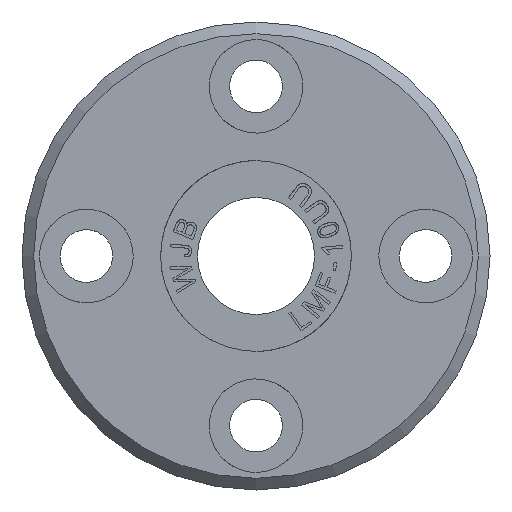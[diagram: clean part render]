
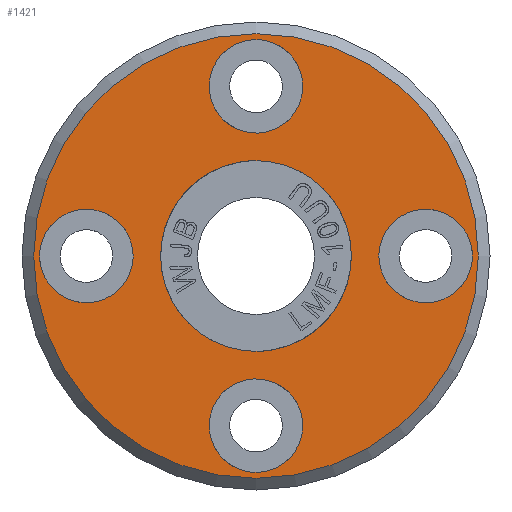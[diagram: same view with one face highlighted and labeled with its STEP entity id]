
A CAD part, left-side view. The second image highlights one B-rep face of the part: STEP entity #1421.
In plain terms, the highlighted planar face has unit normal (-1, 0, 0).
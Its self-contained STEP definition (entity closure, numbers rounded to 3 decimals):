
#1421=ADVANCED_FACE('',(#2346,#2347,#2348,#2349,#2350,#2351),#1738,.T.);
#1738=PLANE('',#5868);
#1940=B_SPLINE_CURVE_WITH_KNOTS('',3,(#7268,#7269,#7270,#7271,#7272,#7273,
#7274,#7275,#7276,#7277),.UNSPECIFIED.,.F.,.F.,(4,2,2,2,4),(0.,0.25,0.5,
0.75,1.),.UNSPECIFIED.);
#1941=B_SPLINE_CURVE_WITH_KNOTS('',3,(#7280,#7281,#7282,#7283,#7284,#7285,
#7286,#7287,#7288,#7289),.UNSPECIFIED.,.F.,.F.,(4,2,2,2,4),(0.,0.25,0.5,
0.75,1.),.UNSPECIFIED.);
#1942=B_SPLINE_CURVE_WITH_KNOTS('',3,(#7290,#7291,#7292,#7293,#7294,#7295,
#7296,#7297,#7298,#7299),.UNSPECIFIED.,.F.,.F.,(4,2,2,2,4),(0.,0.25,0.5,
0.75,1.),.UNSPECIFIED.);
#1943=B_SPLINE_CURVE_WITH_KNOTS('',3,(#7302,#7303,#7304,#7305,#7306,#7307,
#7308,#7309,#7310,#7311),.UNSPECIFIED.,.F.,.F.,(4,2,2,2,4),(0.,0.25,0.5,
0.75,1.),.UNSPECIFIED.);
#1944=B_SPLINE_CURVE_WITH_KNOTS('',3,(#7312,#7313,#7314,#7315,#7316,#7317,
#7318,#7319,#7320,#7321),.UNSPECIFIED.,.F.,.F.,(4,2,2,2,4),(0.,0.25,0.5,
0.75,1.),.UNSPECIFIED.);
#1945=B_SPLINE_CURVE_WITH_KNOTS('',3,(#7324,#7325,#7326,#7327,#7328,#7329,
#7330,#7331,#7332,#7333),.UNSPECIFIED.,.F.,.F.,(4,2,2,2,4),(0.,0.25,0.5,
0.75,1.),.UNSPECIFIED.);
#1946=B_SPLINE_CURVE_WITH_KNOTS('',3,(#7334,#7335,#7336,#7337,#7338,#7339,
#7340,#7341,#7342,#7343),.UNSPECIFIED.,.F.,.F.,(4,2,2,2,4),(0.,0.25,0.5,
0.75,1.),.UNSPECIFIED.);
#1947=B_SPLINE_CURVE_WITH_KNOTS('',3,(#7346,#7347,#7348,#7349,#7350,#7351,
#7352,#7353,#7354,#7355),.UNSPECIFIED.,.F.,.F.,(4,2,2,2,4),(0.,0.25,0.5,
0.75,1.),.UNSPECIFIED.);
#1948=B_SPLINE_CURVE_WITH_KNOTS('',3,(#7356,#7357,#7358,#7359,#7360,#7361,
#7362,#7363,#7364,#7365),.UNSPECIFIED.,.F.,.F.,(4,2,2,2,4),(0.,0.25,0.5,
0.75,1.),.UNSPECIFIED.);
#1949=B_SPLINE_CURVE_WITH_KNOTS('',3,(#7368,#7369,#7370,#7371,#7372,#7373,
#7374,#7375,#7376,#7377),.UNSPECIFIED.,.F.,.F.,(4,2,2,2,4),(0.,0.25,0.5,
0.75,1.),.UNSPECIFIED.);
#2346=FACE_BOUND('',#2454,.T.);
#2347=FACE_BOUND('',#2455,.T.);
#2348=FACE_BOUND('',#2456,.T.);
#2349=FACE_BOUND('',#2457,.T.);
#2350=FACE_BOUND('',#2458,.T.);
#2351=FACE_BOUND('',#2459,.T.);
#2454=EDGE_LOOP('',(#2847));
#2455=EDGE_LOOP('',(#2848,#2849));
#2456=EDGE_LOOP('',(#2850,#2851));
#2457=EDGE_LOOP('',(#2852,#2853));
#2458=EDGE_LOOP('',(#2854,#2855));
#2459=EDGE_LOOP('',(#2856,#2857));
#2847=ORIENTED_EDGE('',*,*,#5007,.T.);
#2848=ORIENTED_EDGE('',*,*,#5008,.T.);
#2849=ORIENTED_EDGE('',*,*,#5009,.T.);
#2850=ORIENTED_EDGE('',*,*,#5010,.F.);
#2851=ORIENTED_EDGE('',*,*,#5011,.F.);
#2852=ORIENTED_EDGE('',*,*,#5012,.F.);
#2853=ORIENTED_EDGE('',*,*,#5013,.F.);
#2854=ORIENTED_EDGE('',*,*,#5014,.F.);
#2855=ORIENTED_EDGE('',*,*,#5015,.F.);
#2856=ORIENTED_EDGE('',*,*,#5016,.F.);
#2857=ORIENTED_EDGE('',*,*,#5017,.F.);
#4453=VERTEX_POINT('',#7267);
#4454=VERTEX_POINT('',#7278);
#4455=VERTEX_POINT('',#7279);
#4456=VERTEX_POINT('',#7300);
#4457=VERTEX_POINT('',#7301);
#4458=VERTEX_POINT('',#7322);
#4459=VERTEX_POINT('',#7323);
#4460=VERTEX_POINT('',#7344);
#4461=VERTEX_POINT('',#7345);
#4462=VERTEX_POINT('',#7366);
#4463=VERTEX_POINT('',#7367);
#5007=EDGE_CURVE('',#4453,#4453,#5810,.T.);
#5008=EDGE_CURVE('',#4454,#4455,#1940,.T.);
#5009=EDGE_CURVE('',#4455,#4454,#1941,.T.);
#5010=EDGE_CURVE('',#4456,#4457,#1942,.T.);
#5011=EDGE_CURVE('',#4457,#4456,#1943,.T.);
#5012=EDGE_CURVE('',#4458,#4459,#1944,.T.);
#5013=EDGE_CURVE('',#4459,#4458,#1945,.T.);
#5014=EDGE_CURVE('',#4460,#4461,#1946,.T.);
#5015=EDGE_CURVE('',#4461,#4460,#1947,.T.);
#5016=EDGE_CURVE('',#4462,#4463,#1948,.T.);
#5017=EDGE_CURVE('',#4463,#4462,#1949,.T.);
#5810=CIRCLE('',#5867,19.);
#5867=AXIS2_PLACEMENT_3D('',#7266,#6168,#6169);
#5868=AXIS2_PLACEMENT_3D('',#7378,#6170,#6171);
#6168=DIRECTION('',(-1.,0.,0.));
#6169=DIRECTION('',(0.,0.,1.));
#6170=DIRECTION('',(-1.,0.,0.));
#6171=DIRECTION('',(0.,0.,1.));
#7266=CARTESIAN_POINT('',(0.,0.,0.));
#7267=CARTESIAN_POINT('',(0.,0.,19.));
#7268=CARTESIAN_POINT('',(0.,0.,-8.15));
#7269=CARTESIAN_POINT('',(0.,2.141,-8.15));
#7270=CARTESIAN_POINT('',(0.,4.25,-7.275));
#7271=CARTESIAN_POINT('',(0.,7.276,-4.25));
#7272=CARTESIAN_POINT('',(0.,8.15,-2.139));
#7273=CARTESIAN_POINT('',(0.,8.15,2.139));
#7274=CARTESIAN_POINT('',(0.,7.275,4.25));
#7275=CARTESIAN_POINT('',(0.,4.25,7.276));
#7276=CARTESIAN_POINT('',(0.,2.143,8.15));
#7277=CARTESIAN_POINT('',(0.,0.,8.15));
#7278=CARTESIAN_POINT('',(0.,0.,-8.15));
#7279=CARTESIAN_POINT('',(0.,0.,8.15));
#7280=CARTESIAN_POINT('',(0.,0.,8.15));
#7281=CARTESIAN_POINT('',(0.,-2.141,8.15));
#7282=CARTESIAN_POINT('',(0.,-4.25,7.275));
#7283=CARTESIAN_POINT('',(0.,-7.276,4.25));
#7284=CARTESIAN_POINT('',(0.,-8.15,2.139));
#7285=CARTESIAN_POINT('',(0.,-8.15,-2.139));
#7286=CARTESIAN_POINT('',(0.,-7.275,-4.25));
#7287=CARTESIAN_POINT('',(0.,-4.25,-7.276));
#7288=CARTESIAN_POINT('',(0.,-2.143,-8.15));
#7289=CARTESIAN_POINT('',(0.,0.,-8.15));
#7290=CARTESIAN_POINT('',(0.,10.5,0.));
#7291=CARTESIAN_POINT('',(0.,10.5,1.047));
#7292=CARTESIAN_POINT('',(0.,10.931,2.088));
#7293=CARTESIAN_POINT('',(0.,12.412,3.569));
#7294=CARTESIAN_POINT('',(0.,13.453,4.));
#7295=CARTESIAN_POINT('',(0.,15.547,4.));
#7296=CARTESIAN_POINT('',(0.,16.588,3.569));
#7297=CARTESIAN_POINT('',(0.,18.069,2.088));
#7298=CARTESIAN_POINT('',(0.,18.5,1.047));
#7299=CARTESIAN_POINT('',(0.,18.5,0.));
#7300=CARTESIAN_POINT('',(0.,10.5,0.));
#7301=CARTESIAN_POINT('',(0.,18.5,0.));
#7302=CARTESIAN_POINT('',(0.,18.5,0.));
#7303=CARTESIAN_POINT('',(0.,18.5,-1.047));
#7304=CARTESIAN_POINT('',(0.,18.069,-2.088));
#7305=CARTESIAN_POINT('',(0.,16.588,-3.569));
#7306=CARTESIAN_POINT('',(0.,15.547,-4.));
#7307=CARTESIAN_POINT('',(0.,13.453,-4.));
#7308=CARTESIAN_POINT('',(0.,12.412,-3.569));
#7309=CARTESIAN_POINT('',(0.,10.931,-2.088));
#7310=CARTESIAN_POINT('',(0.,10.5,-1.047));
#7311=CARTESIAN_POINT('',(0.,10.5,0.));
#7312=CARTESIAN_POINT('',(0.,-18.5,0.));
#7313=CARTESIAN_POINT('',(0.,-18.5,1.047));
#7314=CARTESIAN_POINT('',(0.,-18.069,2.088));
#7315=CARTESIAN_POINT('',(0.,-16.588,3.569));
#7316=CARTESIAN_POINT('',(0.,-15.547,4.));
#7317=CARTESIAN_POINT('',(0.,-13.453,4.));
#7318=CARTESIAN_POINT('',(0.,-12.412,3.569));
#7319=CARTESIAN_POINT('',(0.,-10.931,2.088));
#7320=CARTESIAN_POINT('',(0.,-10.5,1.047));
#7321=CARTESIAN_POINT('',(0.,-10.5,0.));
#7322=CARTESIAN_POINT('',(0.,-18.5,0.));
#7323=CARTESIAN_POINT('',(0.,-10.5,0.));
#7324=CARTESIAN_POINT('',(0.,-10.5,0.));
#7325=CARTESIAN_POINT('',(0.,-10.5,-1.047));
#7326=CARTESIAN_POINT('',(0.,-10.931,-2.088));
#7327=CARTESIAN_POINT('',(0.,-12.412,-3.569));
#7328=CARTESIAN_POINT('',(0.,-13.453,-4.));
#7329=CARTESIAN_POINT('',(0.,-15.547,-4.));
#7330=CARTESIAN_POINT('',(0.,-16.588,-3.569));
#7331=CARTESIAN_POINT('',(0.,-18.069,-2.088));
#7332=CARTESIAN_POINT('',(0.,-18.5,-1.047));
#7333=CARTESIAN_POINT('',(0.,-18.5,0.));
#7334=CARTESIAN_POINT('',(0.,-4.,14.5));
#7335=CARTESIAN_POINT('',(0.,-4.,15.547));
#7336=CARTESIAN_POINT('',(0.,-3.569,16.588));
#7337=CARTESIAN_POINT('',(0.,-2.088,18.069));
#7338=CARTESIAN_POINT('',(0.,-1.047,18.5));
#7339=CARTESIAN_POINT('',(0.,1.047,18.5));
#7340=CARTESIAN_POINT('',(0.,2.088,18.069));
#7341=CARTESIAN_POINT('',(0.,3.569,16.588));
#7342=CARTESIAN_POINT('',(0.,4.,15.547));
#7343=CARTESIAN_POINT('',(0.,4.,14.5));
#7344=CARTESIAN_POINT('',(0.,-4.,14.5));
#7345=CARTESIAN_POINT('',(0.,4.,14.5));
#7346=CARTESIAN_POINT('',(0.,4.,14.5));
#7347=CARTESIAN_POINT('',(0.,4.,13.453));
#7348=CARTESIAN_POINT('',(0.,3.569,12.412));
#7349=CARTESIAN_POINT('',(0.,2.088,10.931));
#7350=CARTESIAN_POINT('',(0.,1.047,10.5));
#7351=CARTESIAN_POINT('',(0.,-1.047,10.5));
#7352=CARTESIAN_POINT('',(0.,-2.088,10.931));
#7353=CARTESIAN_POINT('',(0.,-3.569,12.412));
#7354=CARTESIAN_POINT('',(0.,-4.,13.453));
#7355=CARTESIAN_POINT('',(0.,-4.,14.5));
#7356=CARTESIAN_POINT('',(0.,-4.,-14.5));
#7357=CARTESIAN_POINT('',(0.,-4.,-13.453));
#7358=CARTESIAN_POINT('',(0.,-3.569,-12.412));
#7359=CARTESIAN_POINT('',(0.,-2.088,-10.931));
#7360=CARTESIAN_POINT('',(0.,-1.047,-10.5));
#7361=CARTESIAN_POINT('',(0.,1.047,-10.5));
#7362=CARTESIAN_POINT('',(0.,2.088,-10.931));
#7363=CARTESIAN_POINT('',(0.,3.569,-12.412));
#7364=CARTESIAN_POINT('',(0.,4.,-13.453));
#7365=CARTESIAN_POINT('',(0.,4.,-14.5));
#7366=CARTESIAN_POINT('',(0.,-4.,-14.5));
#7367=CARTESIAN_POINT('',(0.,4.,-14.5));
#7368=CARTESIAN_POINT('',(0.,4.,-14.5));
#7369=CARTESIAN_POINT('',(0.,4.,-15.547));
#7370=CARTESIAN_POINT('',(0.,3.569,-16.588));
#7371=CARTESIAN_POINT('',(0.,2.088,-18.069));
#7372=CARTESIAN_POINT('',(0.,1.047,-18.5));
#7373=CARTESIAN_POINT('',(0.,-1.047,-18.5));
#7374=CARTESIAN_POINT('',(0.,-2.088,-18.069));
#7375=CARTESIAN_POINT('',(0.,-3.569,-16.588));
#7376=CARTESIAN_POINT('',(0.,-4.,-15.547));
#7377=CARTESIAN_POINT('',(0.,-4.,-14.5));
#7378=CARTESIAN_POINT('',(0.,-19.38,-19.));
